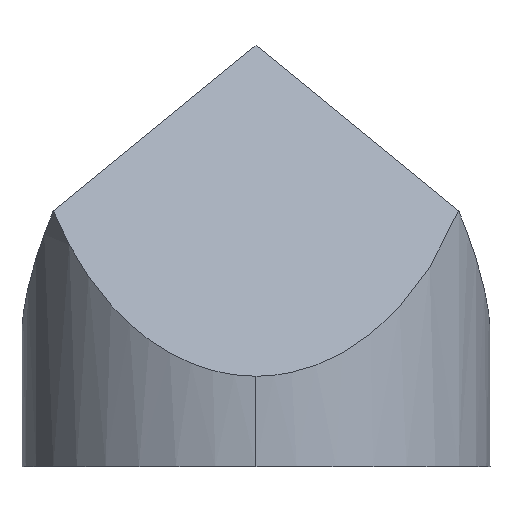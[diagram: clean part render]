
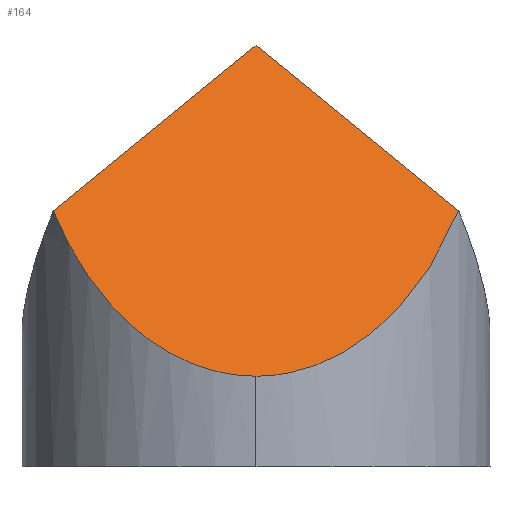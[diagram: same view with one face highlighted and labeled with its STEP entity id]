
A CAD part, left-side view. The second image highlights one B-rep face of the part: STEP entity #164.
In plain terms, the highlighted planar face has unit normal (-0.816, 0, 0.577).
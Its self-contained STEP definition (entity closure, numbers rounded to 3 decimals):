
#4 = ORIENTED_EDGE ( 'NONE', *, *, #281, .T. ) ;
#7 = EDGE_CURVE ( 'NONE', #274, #170, #89, .T. ) ;
#11 = EDGE_LOOP ( 'NONE', ( #287, #4, #294, #28 ) ) ;
#12 = CARTESIAN_POINT ( 'NONE',  ( -4.085, 3.415, 3.224 ) ) ;
#28 = ORIENTED_EDGE ( 'NONE', *, *, #302, .F. ) ;
#34 = DIRECTION ( 'NONE',  ( -0.577, 0., -0.816 ) ) ;
#54 = FACE_OUTER_BOUND ( 'NONE', #11, .T. ) ;
#85 = CARTESIAN_POINT ( 'NONE',  ( 0., -24.5, 9. ) ) ;
#87 = CARTESIAN_POINT ( 'NONE',  ( 0., 0., 9. ) ) ;
#89 = LINE ( 'NONE', #115, #182 ) ;
#90 = CARTESIAN_POINT ( 'NONE',  ( -5., 0., 1.93 ) ) ;
#100 = CARTESIAN_POINT ( 'NONE',  ( -2.5, 4.33, 5.465 ) ) ;
#104 = CARTESIAN_POINT ( 'NONE',  ( -2.5, 4.33, 5.465 ) ) ;
#106 =( BOUNDED_CURVE ( )  B_SPLINE_CURVE ( 3, ( #133, #289, #238, #90 ),
 .UNSPECIFIED., .F., .T. ) 
 B_SPLINE_CURVE_WITH_KNOTS ( ( 4, 4 ),
 ( 5.236, 6.283 ),
 .UNSPECIFIED. ) 
 CURVE ( )  GEOMETRIC_REPRESENTATION_ITEM ( )  RATIONAL_B_SPLINE_CURVE ( ( 1., 0.911, 0.911, 1. ) ) 
 REPRESENTATION_ITEM ( '' )  );
#115 = CARTESIAN_POINT ( 'NONE',  ( 7.074, -12.252, 19.001 ) ) ;
#120 = LINE ( 'NONE', #225, #194 ) ;
#133 = CARTESIAN_POINT ( 'NONE',  ( -2.5, -4.33, 5.465 ) ) ;
#144 = EDGE_CURVE ( 'NONE', #154, #148, #106, .T. ) ;
#148 = VERTEX_POINT ( 'NONE', #207 ) ;
#154 = VERTEX_POINT ( 'NONE', #203 ) ;
#156 = DIRECTION ( 'NONE',  ( 0.816, 0., -0.577 ) ) ;
#164 = ADVANCED_FACE ( 'NONE', ( #54 ), #227, .F. ) ;
#170 = VERTEX_POINT ( 'NONE', #87 ) ;
#182 = VECTOR ( 'NONE', #292, 1000. ) ;
#194 = VECTOR ( 'NONE', #249, 1000. ) ;
#203 = CARTESIAN_POINT ( 'NONE',  ( -2.5, -4.33, 5.465 ) ) ;
#207 = CARTESIAN_POINT ( 'NONE',  ( -5., 0., 1.93 ) ) ;
#211 = AXIS2_PLACEMENT_3D ( 'NONE', #85, #156, #34 ) ;
#214 =( BOUNDED_CURVE ( )  B_SPLINE_CURVE ( 3, ( #300, #251, #12, #104 ),
 .UNSPECIFIED., .F., .F. ) 
 B_SPLINE_CURVE_WITH_KNOTS ( ( 4, 4 ),
 ( 0., 1.047 ),
 .UNSPECIFIED. ) 
 CURVE ( )  GEOMETRIC_REPRESENTATION_ITEM ( )  RATIONAL_B_SPLINE_CURVE ( ( 1., 0.911, 0.911, 1. ) ) 
 REPRESENTATION_ITEM ( '' )  );
#225 = CARTESIAN_POINT ( 'NONE',  ( -7.074, -12.252, -1.001 ) ) ;
#227 = PLANE ( 'NONE',  #211 ) ;
#238 = CARTESIAN_POINT ( 'NONE',  ( -5., -1.83, 1.93 ) ) ;
#249 = DIRECTION ( 'NONE',  ( 0.408, 0.707, 0.577 ) ) ;
#251 = CARTESIAN_POINT ( 'NONE',  ( -5., 1.83, 1.93 ) ) ;
#274 = VERTEX_POINT ( 'NONE', #100 ) ;
#281 = EDGE_CURVE ( 'NONE', #154, #170, #120, .T. ) ;
#287 = ORIENTED_EDGE ( 'NONE', *, *, #144, .F. ) ;
#289 = CARTESIAN_POINT ( 'NONE',  ( -4.085, -3.415, 3.224 ) ) ;
#292 = DIRECTION ( 'NONE',  ( 0.408, -0.707, 0.577 ) ) ;
#294 = ORIENTED_EDGE ( 'NONE', *, *, #7, .F. ) ;
#300 = CARTESIAN_POINT ( 'NONE',  ( -5., 0., 1.93 ) ) ;
#302 = EDGE_CURVE ( 'NONE', #148, #274, #214, .T. ) ;
